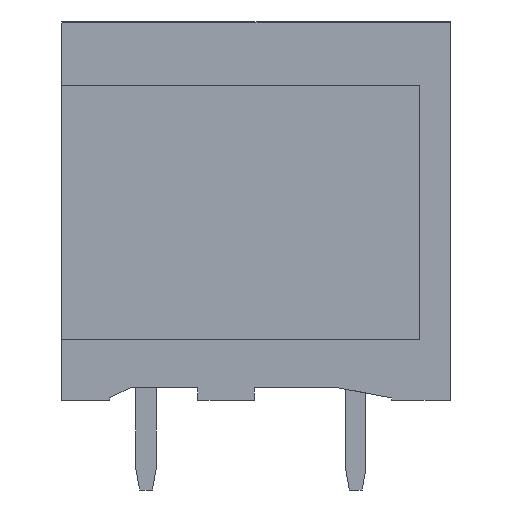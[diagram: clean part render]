
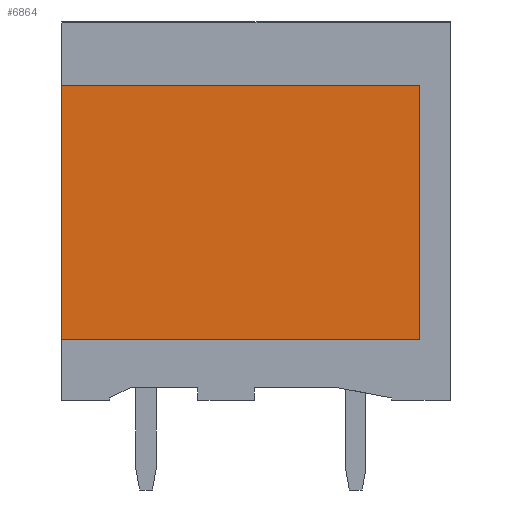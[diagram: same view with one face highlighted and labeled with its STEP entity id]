
A CAD part, left-side view. The second image highlights one B-rep face of the part: STEP entity #6864.
In plain terms, the highlighted planar face has unit normal (-1, 0, 0).
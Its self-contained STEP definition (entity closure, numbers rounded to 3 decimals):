
#6844=AXIS2_PLACEMENT_3D('Plane Axis2P3D',#6841,#6842,#6843) ;
#2357=CARTESIAN_POINT('Vertex',(1.1,15.2,5.9)) ;
#2360=CARTESIAN_POINT('Line Origine',(1.1,15.2,10.85)) ;
#2364=CARTESIAN_POINT('Vertex',(1.1,15.2,15.8)) ;
#6825=CARTESIAN_POINT('Vertex',(1.1,1.2,5.9)) ;
#6828=CARTESIAN_POINT('Line Origine',(1.1,8.2,5.9)) ;
#6841=CARTESIAN_POINT('Axis2P3D Location',(1.1,0.,5.9)) ;
#6846=CARTESIAN_POINT('Line Origine',(1.1,1.2,10.85)) ;
#6850=CARTESIAN_POINT('Vertex',(1.1,1.2,15.8)) ;
#6853=CARTESIAN_POINT('Line Origine',(1.1,8.2,15.8)) ;
#2361=DIRECTION('Vector Direction',(0.,0.,1.)) ;
#6829=DIRECTION('Vector Direction',(0.,1.,0.)) ;
#6842=DIRECTION('Axis2P3D Direction',(-1.,0.,0.)) ;
#6843=DIRECTION('Axis2P3D XDirection',(0.,0.,1.)) ;
#6847=DIRECTION('Vector Direction',(0.,0.,1.)) ;
#6854=DIRECTION('Vector Direction',(0.,1.,0.)) ;
#2362=VECTOR('Line Direction',#2361,1.) ;
#6830=VECTOR('Line Direction',#6829,1.) ;
#6848=VECTOR('Line Direction',#6847,1.) ;
#6855=VECTOR('Line Direction',#6854,1.) ;
#6859=ORIENTED_EDGE('',*,*,#6832,.F.) ;
#6860=ORIENTED_EDGE('',*,*,#6852,.T.) ;
#6861=ORIENTED_EDGE('',*,*,#6857,.T.) ;
#6862=ORIENTED_EDGE('',*,*,#2366,.F.) ;
#6864=ADVANCED_FACE('HOUSING',(#6863),#6845,.T.) ;
#2366=EDGE_CURVE('',#2358,#2365,#2363,.T.) ;
#6832=EDGE_CURVE('',#6826,#2358,#6831,.T.) ;
#6852=EDGE_CURVE('',#6826,#6851,#6849,.T.) ;
#6857=EDGE_CURVE('',#6851,#2365,#6856,.T.) ;
#6858=EDGE_LOOP('',(#6859,#6860,#6861,#6862)) ;
#6863=FACE_OUTER_BOUND('',#6858,.T.) ;
#2363=LINE('Line',#2360,#2362) ;
#6831=LINE('Line',#6828,#6830) ;
#6849=LINE('Line',#6846,#6848) ;
#6856=LINE('Line',#6853,#6855) ;
#6845=PLANE('',#6844) ;
#2358=VERTEX_POINT('',#2357) ;
#2365=VERTEX_POINT('',#2364) ;
#6826=VERTEX_POINT('',#6825) ;
#6851=VERTEX_POINT('',#6850) ;
